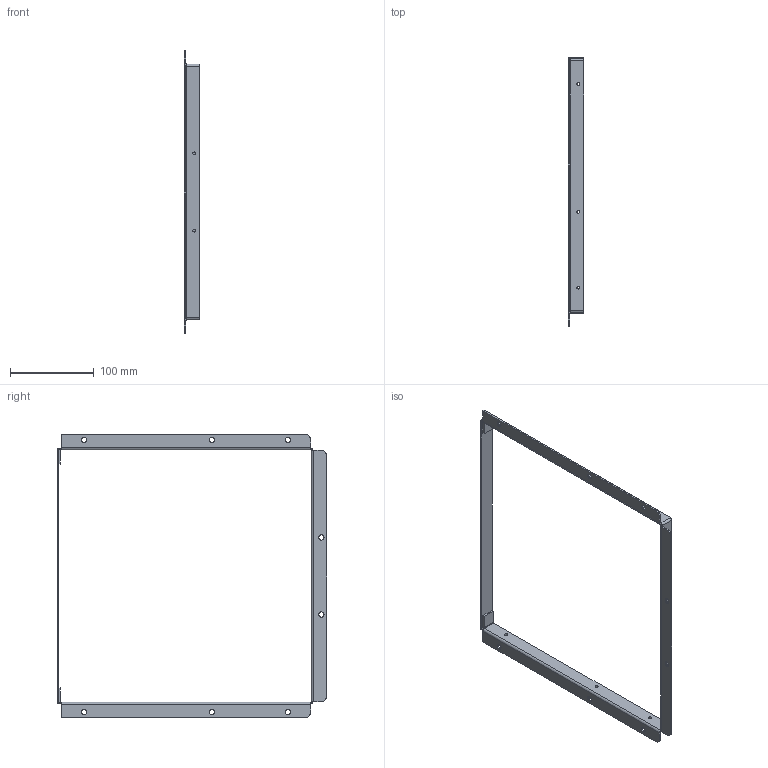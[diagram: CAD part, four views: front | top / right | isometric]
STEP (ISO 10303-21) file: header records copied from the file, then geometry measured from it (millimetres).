
FILE_DESCRIPTION(/* description */ ('PANEL-ADAPTER WIREWAY FITTING, BTM, GALV., 12X12'),/* implementation_level */ '2;1');
FILE_NAME(/* name */ 'PA1212G.stp',/* time_stamp */ '2015-10-16T13:06:03+06:00',/* author */ ('schinnathambi'),/* organization */ (''),/* preprocessor_version */ 'ST-DEVELOPER v16.1',/* originating_system */ 'Autodesk Inventor 2016',/* authorisation */ '');
FILE_SCHEMA (('AUTOMOTIVE_DESIGN { 1 0 10303 214 3 1 1 }'));
Length unit declared in the file: inch
Products named in the file (3): PA1212GBTM; PA12GTOP; PA1212G
Assembly tree (2 placements, depth 2):
  PA1212G
    PA1212GBTM
    PA12GTOP
Bounding box: 18.26 x 321.18 x 337.55 mm (x, y, z)
Volume: 68039 mm3; surface area: 77846.5 mm2
Topology: 2 solids, 2 shells, 86 faces, 194 edges, 112 vertices
Faces by surface type: plane 52, cylinder 34
Full cylindrical faces by diameter (mm): 3.454 x8, 6.35 x8
Entity records: 2487 total; most frequent: DIRECTION 428, CARTESIAN_POINT 381, ORIENTED_EDGE 356, EDGE_CURVE 178, AXIS2_PLACEMENT_3D 159, EDGE_LOOP 134, VERTEX_POINT 112, LINE 110
